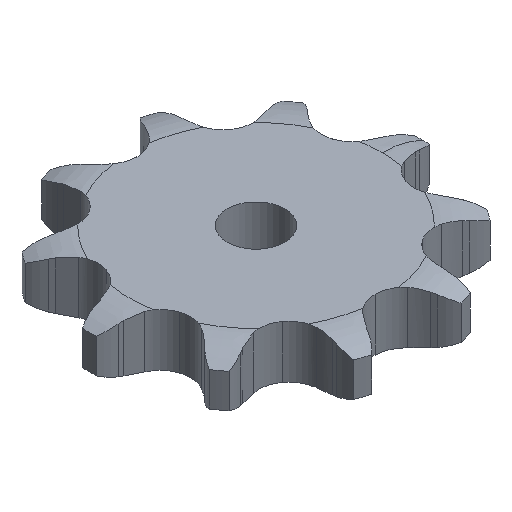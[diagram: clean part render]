
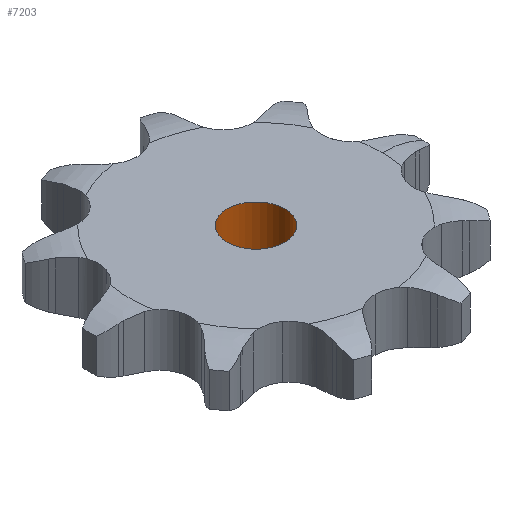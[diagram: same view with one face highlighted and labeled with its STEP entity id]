
A CAD part, isometric view. The second image highlights one B-rep face of the part: STEP entity #7203.
In plain terms, the highlighted cylindrical face has radius 5 mm (diameter 10 mm), a full revolution.
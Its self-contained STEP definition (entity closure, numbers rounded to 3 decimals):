
#443 = PLANE('',#444);
#444 = AXIS2_PLACEMENT_3D('',#445,#446,#447);
#445 = CARTESIAN_POINT('',(0.001,0.,9.1));
#446 = DIRECTION('',(-0.,-0.,-1.));
#447 = DIRECTION('',(-1.,0.,0.));
#643 = PLANE('',#644);
#644 = AXIS2_PLACEMENT_3D('',#645,#646,#647);
#645 = CARTESIAN_POINT('',(0.001,0.,0.));
#646 = DIRECTION('',(-0.,-0.,-1.));
#647 = DIRECTION('',(-1.,0.,0.));
#1897 = EDGE_CURVE('',#1898,#1898,#1900,.T.);
#1898 = VERTEX_POINT('',#1899);
#1899 = CARTESIAN_POINT('',(5.,0.,9.1));
#1900 = SURFACE_CURVE('',#1901,(#1906,#1917),.PCURVE_S1.);
#1901 = CIRCLE('',#1902,5.);
#1902 = AXIS2_PLACEMENT_3D('',#1903,#1904,#1905);
#1903 = CARTESIAN_POINT('',(0.,0.,9.1));
#1904 = DIRECTION('',(0.,0.,1.));
#1905 = DIRECTION('',(1.,0.,0.));
#1906 = PCURVE('',#443,#1907);
#1907 = DEFINITIONAL_REPRESENTATION('',(#1908),#1916);
#1908 = ( BOUNDED_CURVE() B_SPLINE_CURVE(2,(#1909,#1910,#1911,#1912,
#1913,#1914,#1915),.UNSPECIFIED.,.T.,.F.) B_SPLINE_CURVE_WITH_KNOTS((1,2
    ,2,2,2,1),(-2.094,0.,2.094,4.189,
6.283,8.378),.UNSPECIFIED.) CURVE() 
GEOMETRIC_REPRESENTATION_ITEM() RATIONAL_B_SPLINE_CURVE((1.,0.5,1.,0.5,
1.,0.5,1.)) REPRESENTATION_ITEM('') );
#1909 = CARTESIAN_POINT('',(-4.999,0.));
#1910 = CARTESIAN_POINT('',(-4.999,8.66));
#1911 = CARTESIAN_POINT('',(2.501,4.33));
#1912 = CARTESIAN_POINT('',(10.001,0.));
#1913 = CARTESIAN_POINT('',(2.501,-4.33));
#1914 = CARTESIAN_POINT('',(-4.999,-8.66));
#1915 = CARTESIAN_POINT('',(-4.999,0.));
#1916 = ( GEOMETRIC_REPRESENTATION_CONTEXT(2) 
PARAMETRIC_REPRESENTATION_CONTEXT() REPRESENTATION_CONTEXT('2D SPACE',''
  ) );
#1917 = PCURVE('',#1918,#1923);
#1918 = CYLINDRICAL_SURFACE('',#1919,5.);
#1919 = AXIS2_PLACEMENT_3D('',#1920,#1921,#1922);
#1920 = CARTESIAN_POINT('',(0.,0.,95.784));
#1921 = DIRECTION('',(0.,0.,1.));
#1922 = DIRECTION('',(1.,0.,0.));
#1923 = DEFINITIONAL_REPRESENTATION('',(#1924),#1928);
#1924 = LINE('',#1925,#1926);
#1925 = CARTESIAN_POINT('',(0.,-86.684));
#1926 = VECTOR('',#1927,1.);
#1927 = DIRECTION('',(1.,0.));
#1928 = ( GEOMETRIC_REPRESENTATION_CONTEXT(2) 
PARAMETRIC_REPRESENTATION_CONTEXT() REPRESENTATION_CONTEXT('2D SPACE',''
  ) );
#2907 = EDGE_CURVE('',#2908,#2908,#2910,.T.);
#2908 = VERTEX_POINT('',#2909);
#2909 = CARTESIAN_POINT('',(5.,0.,0.));
#2910 = SURFACE_CURVE('',#2911,(#2916,#2927),.PCURVE_S1.);
#2911 = CIRCLE('',#2912,5.);
#2912 = AXIS2_PLACEMENT_3D('',#2913,#2914,#2915);
#2913 = CARTESIAN_POINT('',(0.,0.,0.));
#2914 = DIRECTION('',(0.,0.,1.));
#2915 = DIRECTION('',(1.,0.,0.));
#2916 = PCURVE('',#643,#2917);
#2917 = DEFINITIONAL_REPRESENTATION('',(#2918),#2926);
#2918 = ( BOUNDED_CURVE() B_SPLINE_CURVE(2,(#2919,#2920,#2921,#2922,
#2923,#2924,#2925),.UNSPECIFIED.,.T.,.F.) B_SPLINE_CURVE_WITH_KNOTS((1,2
    ,2,2,2,1),(-2.094,0.,2.094,4.189,
6.283,8.378),.UNSPECIFIED.) CURVE() 
GEOMETRIC_REPRESENTATION_ITEM() RATIONAL_B_SPLINE_CURVE((1.,0.5,1.,0.5,
1.,0.5,1.)) REPRESENTATION_ITEM('') );
#2919 = CARTESIAN_POINT('',(-4.999,0.));
#2920 = CARTESIAN_POINT('',(-4.999,8.66));
#2921 = CARTESIAN_POINT('',(2.501,4.33));
#2922 = CARTESIAN_POINT('',(10.001,0.));
#2923 = CARTESIAN_POINT('',(2.501,-4.33));
#2924 = CARTESIAN_POINT('',(-4.999,-8.66));
#2925 = CARTESIAN_POINT('',(-4.999,0.));
#2926 = ( GEOMETRIC_REPRESENTATION_CONTEXT(2) 
PARAMETRIC_REPRESENTATION_CONTEXT() REPRESENTATION_CONTEXT('2D SPACE',''
  ) );
#2927 = PCURVE('',#1918,#2928);
#2928 = DEFINITIONAL_REPRESENTATION('',(#2929),#2933);
#2929 = LINE('',#2930,#2931);
#2930 = CARTESIAN_POINT('',(0.,-95.784));
#2931 = VECTOR('',#2932,1.);
#2932 = DIRECTION('',(1.,0.));
#2933 = ( GEOMETRIC_REPRESENTATION_CONTEXT(2) 
PARAMETRIC_REPRESENTATION_CONTEXT() REPRESENTATION_CONTEXT('2D SPACE',''
  ) );
#7203 = ADVANCED_FACE('',(#7204),#1918,.F.);
#7204 = FACE_BOUND('',#7205,.F.);
#7205 = EDGE_LOOP('',(#7206,#7207,#7228,#7229));
#7206 = ORIENTED_EDGE('',*,*,#1897,.F.);
#7207 = ORIENTED_EDGE('',*,*,#7208,.T.);
#7208 = EDGE_CURVE('',#1898,#2908,#7209,.T.);
#7209 = SEAM_CURVE('',#7210,(#7214,#7221),.PCURVE_S1.);
#7210 = LINE('',#7211,#7212);
#7211 = CARTESIAN_POINT('',(5.,0.,95.784));
#7212 = VECTOR('',#7213,1.);
#7213 = DIRECTION('',(-0.,-0.,-1.));
#7214 = PCURVE('',#1918,#7215);
#7215 = DEFINITIONAL_REPRESENTATION('',(#7216),#7220);
#7216 = LINE('',#7217,#7218);
#7217 = CARTESIAN_POINT('',(6.283,0.));
#7218 = VECTOR('',#7219,1.);
#7219 = DIRECTION('',(0.,-1.));
#7220 = ( GEOMETRIC_REPRESENTATION_CONTEXT(2) 
PARAMETRIC_REPRESENTATION_CONTEXT() REPRESENTATION_CONTEXT('2D SPACE',''
  ) );
#7221 = PCURVE('',#1918,#7222);
#7222 = DEFINITIONAL_REPRESENTATION('',(#7223),#7227);
#7223 = LINE('',#7224,#7225);
#7224 = CARTESIAN_POINT('',(0.,0.));
#7225 = VECTOR('',#7226,1.);
#7226 = DIRECTION('',(0.,-1.));
#7227 = ( GEOMETRIC_REPRESENTATION_CONTEXT(2) 
PARAMETRIC_REPRESENTATION_CONTEXT() REPRESENTATION_CONTEXT('2D SPACE',''
  ) );
#7228 = ORIENTED_EDGE('',*,*,#2907,.T.);
#7229 = ORIENTED_EDGE('',*,*,#7208,.F.);
